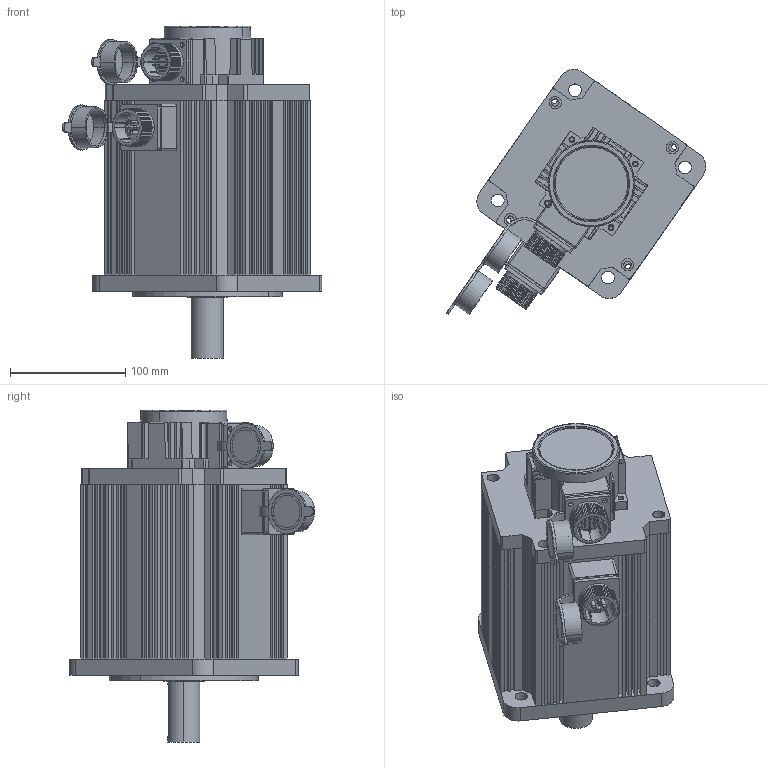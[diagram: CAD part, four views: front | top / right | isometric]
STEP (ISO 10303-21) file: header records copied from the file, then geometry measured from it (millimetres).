
FILE_DESCRIPTION (( 'STEP AP203' ), '1' );
FILE_NAME ('150 15N.M.STEP', '2020-11-25T11:27:32', ( 'ﾎ｢ﾈ橆ﾃｻｧ' ), ( 'ﾎ｢ﾈ晥ｫﾋｾ' ), 'SwSTEP 2.0', 'SolidWorks 2016', '' );
FILE_SCHEMA (( 'CONFIG_CONTROL_DESIGN' ));
Length unit declared in the file: millimetre
Products named in the file (11): 130瑤脣價釱; 130 4郋瑤脣; 130瑤脣々菜; 15郋瑤脣; 150  15N.M粣; 150 15N.M; 6207; ヶ裔; 儂褲; 綴裔; 晤鎢ん欶
Assembly tree (11 placements, depth 2):
  150 15N.M
    150  15N.M粣
    6207
    ヶ裔
    儂褲
    綴裔
    晤鎢ん欶
    130瑤脣價釱
    130瑤脣々菜  x2
    130 4郋瑤脣
    15郋瑤脣
Bounding box: 225.29 x 212.78 x 288 mm (x, y, z)
Volume: 1495861.1 mm3; surface area: 538840.9 mm2
Topology: 12 solids, 12 shells, 1231 faces, 3299 edges, 2137 vertices
Faces by surface type: cylinder 568, plane 567, sphere 36, cone 29, torus 23, bspline 8
Entity records: 41206 total; most frequent: CARTESIAN_POINT 10356, DIRECTION 6241, ORIENTED_EDGE 6202, EDGE_CURVE 3101, AXIS2_PLACEMENT_3D 2218, VERTEX_POINT 2037, LINE 1805, VECTOR 1805
